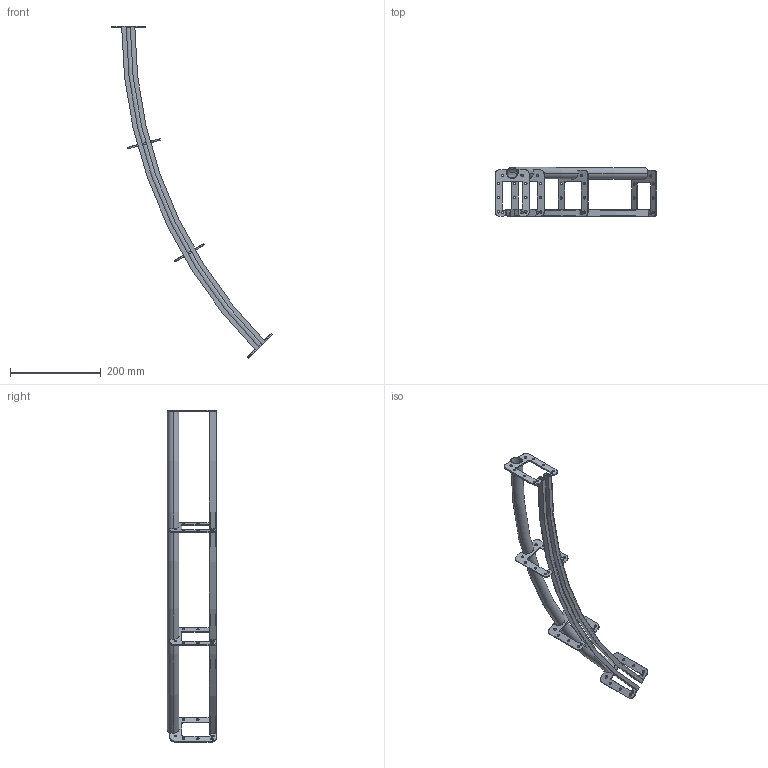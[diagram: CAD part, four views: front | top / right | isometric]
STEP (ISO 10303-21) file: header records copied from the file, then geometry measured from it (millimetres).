
FILE_DESCRIPTION (( 'STEP AP203' ), '1' );
FILE_NAME ('T63737.STEP', '2018-08-16T08:24:21', ( '' ), ( '' ), 'SwSTEP 2.0', 'SolidWorks 2016', '' );
FILE_SCHEMA (( 'CONFIG_CONTROL_DESIGN' ));
Length unit declared in the file: millimetre
Products named in the file (5): TH3272; TH3270; TH2677; TH3271; T63737
Assembly tree (7 placements, depth 2):
  T63737
    TH3270
    TH3271
    TH3272
    TH2677  x4
Bounding box: 356.91 x 108.7 x 733.62 mm (x, y, z)
Volume: 237187.2 mm3; surface area: 295273.2 mm2
Topology: 7 solids, 7 shells, 226 faces, 636 edges, 424 vertices
Faces by surface type: cylinder 132, plane 90, torus 4
Entity records: 3089 total; most frequent: DIRECTION 466, CARTESIAN_POINT 426, ORIENTED_EDGE 408, EDGE_CURVE 204, AXIS2_PLACEMENT_3D 176, VERTEX_POINT 136, VECTOR 114, LINE 114
